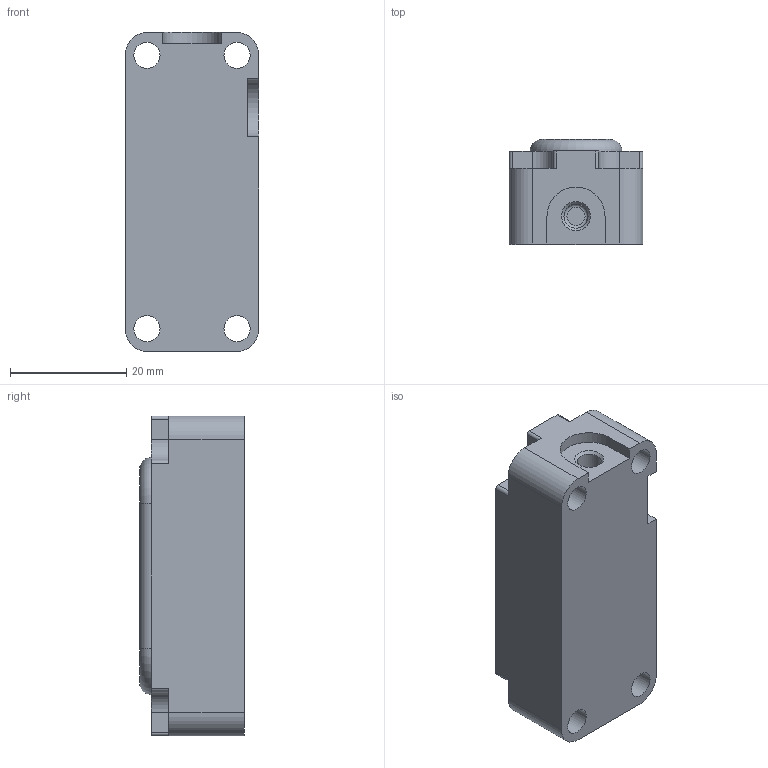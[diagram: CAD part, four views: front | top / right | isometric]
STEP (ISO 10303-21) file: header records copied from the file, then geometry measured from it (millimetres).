
FILE_DESCRIPTION(/* description */ ('STEP AP214'),/* implementation_level */ '2;1');
FILE_NAME(/* name */ '13289_EV-15_40-4',/* time_stamp */ '2024-08-21T15:41:20+02:00',/* author */ ('License CC BY-ND 4.0'),/* organization */ ('CADENAS'),/* preprocessor_version */ 'ST-DEVELOPER v19.3',/* originating_system */ 'PARTsolutions',/* authorisation */ ' ');
FILE_SCHEMA (('AUTOMOTIVE_DESIGN {1 0 10303 214 3 1 1}'));
Length unit declared in the file: millimetre
Products named in the file (4): 13289 EV-15/40-4---(0); 13289 EV-15/40-4_1; 13289 EV-15/40-4_2; 5088186 M5x5
Assembly tree (3 placements, depth 2):
  13289 EV-15/40-4---(0)
    13289 EV-15/40-4_1
    13289 EV-15/40-4_2
    5088186 M5x5
Bounding box: 23 x 18 x 55 mm (x, y, z)
Volume: 18474.7 mm3; surface area: 7889.5 mm2
Topology: 3 solids, 3 shells, 116 faces, 306 edges, 202 vertices
Faces by surface type: plane 61, cylinder 40, cone 8, torus 7
Full cylindrical faces by diameter (mm): 2.57 x1, 3.4 x2, 4 x1, 4.134 x2, 4.5 x4, 5 x2
Entity records: 4017 total; most frequent: CARTESIAN_POINT 632, DIRECTION 604, ORIENTED_EDGE 544, EDGE_CURVE 272, AXIS2_PLACEMENT_3D 227, VERTEX_POINT 192, FACE_BOUND 156, EDGE_LOOP 155
